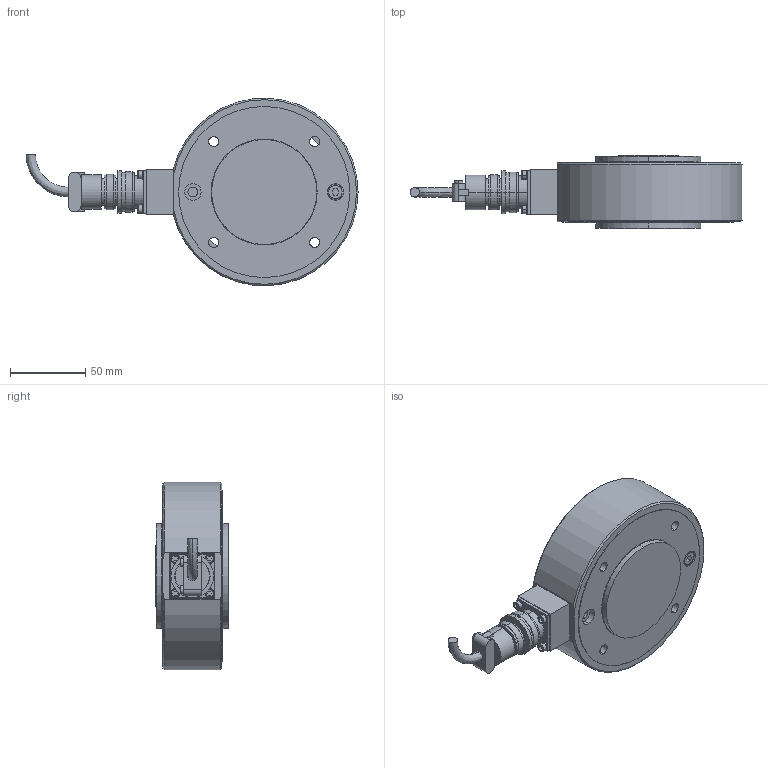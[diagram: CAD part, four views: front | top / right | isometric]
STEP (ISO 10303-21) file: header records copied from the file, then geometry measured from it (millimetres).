
FILE_DESCRIPTION (( 'STEP AP203' ), '1' );
FILE_NAME ('31101771_stp_-.step', '2019-12-25T14:48:56', ( '' ), ( '' ), 'SwSTEP 2.0', 'SolidWorks 2018', '' );
FILE_SCHEMA (( 'CONFIG_CONTROL_DESIGN' ));
Length unit declared in the file: millimetre
Products named in the file (13): 43403.03_01; FLANSCHDOSE_14S-2P_4-POLIG; Zyl-Schr DIN7984_M6x35; Zyl-Schr DIN912_M3x25; 31101771_stp_-; 31101677_V-032A; 47955_01; PKL_1304_01; 50112.03_Stp_01; 47956_01; 49026_01; Federringe_DIN127A_M03; Si-Ring DIN472_D52x2
Assembly tree (19 placements, depth 2):
  31101771_stp_-
    43403.03_01  x2
    47955_01
    47956_01
    Zyl-Schr DIN7984_M6x35
    PKL_1304_01
    31101677_V-032A
    50112.03_Stp_01
    Si-Ring DIN472_D52x2
    49026_01
    FLANSCHDOSE_14S-2P_4-POLIG
    Federringe_DIN127A_M03  x4
    Zyl-Schr DIN912_M3x25  x4
Bounding box: 221.15 x 48.6 x 124.89 mm (x, y, z)
Volume: 447618.1 mm3; surface area: 151047.6 mm2
Topology: 44 solids, 44 shells, 546 faces, 1346 edges, 871 vertices
Faces by surface type: cylinder 277, plane 146, sphere 50, torus 38, cone 33, bspline 2
Entity records: 14740 total; most frequent: CARTESIAN_POINT 2519, DIRECTION 2503, ORIENTED_EDGE 1986, AXIS2_PLACEMENT_3D 1067, EDGE_CURVE 993, VERTEX_POINT 661, CIRCLE 606, EDGE_LOOP 568
